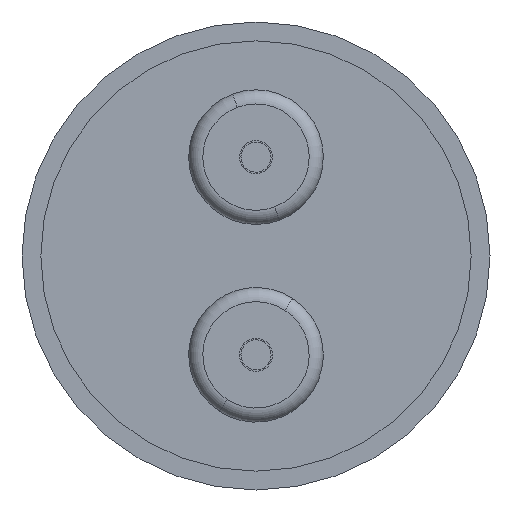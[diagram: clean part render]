
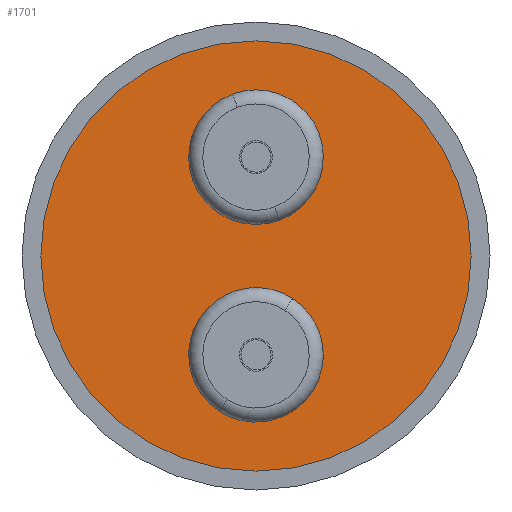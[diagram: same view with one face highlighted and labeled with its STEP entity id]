
A CAD part, front view. The second image highlights one B-rep face of the part: STEP entity #1701.
In plain terms, the highlighted planar face has unit normal (0, -1, 0).
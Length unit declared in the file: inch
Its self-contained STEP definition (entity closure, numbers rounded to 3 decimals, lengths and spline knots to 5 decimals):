
#23 = EDGE_CURVE ( 'NONE', #1220, #1144, #798, .T. ) ;
#162 = AXIS2_PLACEMENT_3D ( 'NONE', #853, #850, #860 ) ;
#182 = CARTESIAN_POINT ( 'NONE',  ( 0.02945, -0.03, -0.04931 ) ) ;
#191 = CARTESIAN_POINT ( 'NONE',  ( -0.02945, -0.03, -0.16069 ) ) ;
#206 = CARTESIAN_POINT ( 'NONE',  ( 0.03412, -0.03, 0.15796 ) ) ;
#567 = ORIENTED_EDGE ( 'NONE', *, *, #675, .T. ) ;
#568 = ORIENTED_EDGE ( 'NONE', *, *, #23, .T. ) ;
#569 = ORIENTED_EDGE ( 'NONE', *, *, #676, .T. ) ;
#570 = ORIENTED_EDGE ( 'NONE', *, *, #671, .T. ) ;
#602 = CARTESIAN_POINT ( 'NONE',  ( 0., -0.03, 0.105 ) ) ;
#603 = DIRECTION ( 'NONE',  ( 0., 1., 0. ) ) ;
#604 = DIRECTION ( 'NONE',  ( 0., 0., -1. ) ) ;
#641 = EDGE_CURVE ( 'NONE', #1083, #1084, #1052, .T. ) ;
#671 = EDGE_CURVE ( 'NONE', #1194, #1205, #1418, .T. ) ;
#675 = EDGE_CURVE ( 'NONE', #1144, #1220, #1414, .T. ) ;
#676 = EDGE_CURVE ( 'NONE', #1205, #1194, #1410, .T. ) ;
#677 = EDGE_CURVE ( 'NONE', #1084, #1083, #1408, .T. ) ;
#794 = AXIS2_PLACEMENT_3D ( 'NONE', #602, #603, #604 ) ;
#798 = CIRCLE ( 'NONE', #794, 0.063 ) ;
#850 = DIRECTION ( 'NONE',  ( 0., -1., 0. ) ) ;
#853 = CARTESIAN_POINT ( 'NONE',  ( 0., -0.03, 0. ) ) ;
#854 = FACE_BOUND ( 'NONE', #1149, .T. ) ;
#856 = FACE_BOUND ( 'NONE', #1172, .T. ) ;
#857 = FACE_OUTER_BOUND ( 'NONE', #1148, .T. ) ;
#858 = PLANE ( 'NONE',  #162 ) ;
#860 = DIRECTION ( 'NONE',  ( 1., 0., 0. ) ) ;
#999 = CARTESIAN_POINT ( 'NONE',  ( 0., -0.03, -0.2285 ) ) ;
#1000 = CARTESIAN_POINT ( 'NONE',  ( 0., -0.03, 0.2285 ) ) ;
#1004 = CARTESIAN_POINT ( 'NONE',  ( -0.03412, -0.03, 0.05204 ) ) ;
#1049 = AXIS2_PLACEMENT_3D ( 'NONE', #1563, #1564, #1565 ) ;
#1052 = CIRCLE ( 'NONE', #1049, 0.2285 ) ;
#1083 = VERTEX_POINT ( 'NONE', #999 ) ;
#1084 = VERTEX_POINT ( 'NONE', #1000 ) ;
#1121 = CARTESIAN_POINT ( 'NONE',  ( 0., -0.03, -0.105 ) ) ;
#1122 = DIRECTION ( 'NONE',  ( 0., 1., 0. ) ) ;
#1123 = DIRECTION ( 'NONE',  ( 0., 0., -1. ) ) ;
#1130 = CARTESIAN_POINT ( 'NONE',  ( 0., -0.03, 0.105 ) ) ;
#1131 = DIRECTION ( 'NONE',  ( 0., 1., 0. ) ) ;
#1132 = DIRECTION ( 'NONE',  ( 0., 0., -1. ) ) ;
#1134 = CARTESIAN_POINT ( 'NONE',  ( 0., -0.03, -0.105 ) ) ;
#1135 = DIRECTION ( 'NONE',  ( 0., 1., 0. ) ) ;
#1136 = DIRECTION ( 'NONE',  ( 0., 0., -1. ) ) ;
#1139 = CARTESIAN_POINT ( 'NONE',  ( 0., -0.03, 0. ) ) ;
#1140 = DIRECTION ( 'NONE',  ( 0., 1., 0. ) ) ;
#1141 = DIRECTION ( 'NONE',  ( 0., 0., 1. ) ) ;
#1144 = VERTEX_POINT ( 'NONE', #1004 ) ;
#1148 = EDGE_LOOP ( 'NONE', ( #1231, #1232 ) ) ;
#1149 = EDGE_LOOP ( 'NONE', ( #567, #568 ) ) ;
#1172 = EDGE_LOOP ( 'NONE', ( #569, #570 ) ) ;
#1194 = VERTEX_POINT ( 'NONE', #182 ) ;
#1205 = VERTEX_POINT ( 'NONE', #191 ) ;
#1220 = VERTEX_POINT ( 'NONE', #206 ) ;
#1231 = ORIENTED_EDGE ( 'NONE', *, *, #677, .F. ) ;
#1232 = ORIENTED_EDGE ( 'NONE', *, *, #641, .F. ) ;
#1405 = AXIS2_PLACEMENT_3D ( 'NONE', #1139, #1140, #1141 ) ;
#1407 = AXIS2_PLACEMENT_3D ( 'NONE', #1134, #1135, #1136 ) ;
#1408 = CIRCLE ( 'NONE', #1405, 0.2285 ) ;
#1409 = AXIS2_PLACEMENT_3D ( 'NONE', #1130, #1131, #1132 ) ;
#1410 = CIRCLE ( 'NONE', #1407, 0.063 ) ;
#1414 = CIRCLE ( 'NONE', #1409, 0.063 ) ;
#1415 = AXIS2_PLACEMENT_3D ( 'NONE', #1121, #1122, #1123 ) ;
#1418 = CIRCLE ( 'NONE', #1415, 0.063 ) ;
#1563 = CARTESIAN_POINT ( 'NONE',  ( 0., -0.03, 0. ) ) ;
#1564 = DIRECTION ( 'NONE',  ( 0., 1., 0. ) ) ;
#1565 = DIRECTION ( 'NONE',  ( 0., 0., 1. ) ) ;
#1701 = ADVANCED_FACE ( 'NONE', ( #854, #856, #857 ), #858, .T. ) ;
